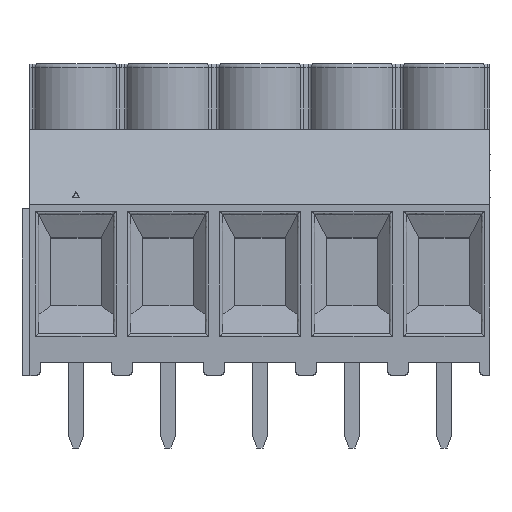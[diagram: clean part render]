
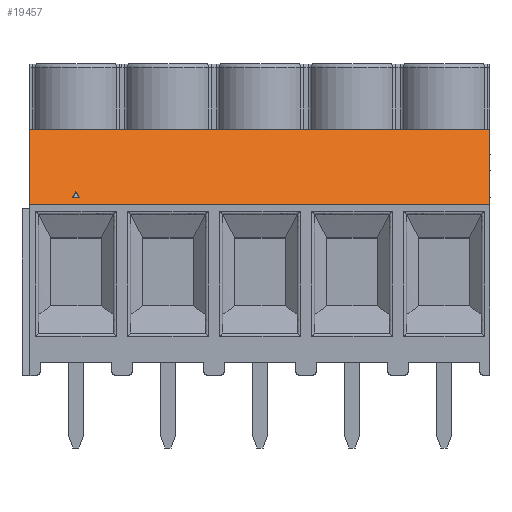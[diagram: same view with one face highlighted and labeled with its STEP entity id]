
A CAD part, top view. The second image highlights one B-rep face of the part: STEP entity #19457.
In plain terms, the highlighted planar face has unit normal (0, 0.454, 0.891).
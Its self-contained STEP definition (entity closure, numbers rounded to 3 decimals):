
#187 = EDGE_CURVE ( 'NONE', #27509, #17284, #30944, .T. ) ;
#615 = VECTOR ( 'NONE', #12674, 1000. ) ;
#840 = AXIS2_PLACEMENT_3D ( 'NONE', #27718, #30487, #5310 ) ;
#1331 = ORIENTED_EDGE ( 'NONE', *, *, #16019, .F. ) ;
#2149 = CARTESIAN_POINT ( 'NONE',  ( 3.425, 12.245, 11.923 ) ) ;
#3184 = CARTESIAN_POINT ( 'NONE',  ( 3.175, 12.691, 11.696 ) ) ;
#3858 = CARTESIAN_POINT ( 'NONE',  ( 2.925, 12.245, 11.923 ) ) ;
#4441 = CARTESIAN_POINT ( 'NONE',  ( 31.75, 11.8, 12.15 ) ) ;
#4520 = LINE ( 'NONE', #29365, #19175 ) ;
#4699 = CARTESIAN_POINT ( 'NONE',  ( 31.75, 17., 9.5 ) ) ;
#5310 = DIRECTION ( 'NONE',  ( 0., 0.891, -0.454 ) ) ;
#5493 = PLANE ( 'NONE',  #840 ) ;
#5792 = VERTEX_POINT ( 'NONE', #8992 ) ;
#5931 = DIRECTION ( 'NONE',  ( 0., -0.891, 0.454 ) ) ;
#6176 = EDGE_CURVE ( 'NONE', #21278, #31052, #13463, .T. ) ;
#6974 = EDGE_LOOP ( 'NONE', ( #32174, #1331, #9993 ) ) ;
#8992 = CARTESIAN_POINT ( 'NONE',  ( 0., 11.8, 12.15 ) ) ;
#9079 = ORIENTED_EDGE ( 'NONE', *, *, #187, .F. ) ;
#9108 = VERTEX_POINT ( 'NONE', #13073 ) ;
#9993 = ORIENTED_EDGE ( 'NONE', *, *, #18459, .F. ) ;
#10382 = VECTOR ( 'NONE', #13266, 1000. ) ;
#11334 = CARTESIAN_POINT ( 'NONE',  ( 3.425, 12.245, 11.923 ) ) ;
#11708 = LINE ( 'NONE', #3184, #10382 ) ;
#12004 = CARTESIAN_POINT ( 'NONE',  ( 3.175, 12.691, 11.696 ) ) ;
#12333 = ORIENTED_EDGE ( 'NONE', *, *, #26023, .T. ) ;
#12674 = DIRECTION ( 'NONE',  ( -1., 0., 0. ) ) ;
#13073 = CARTESIAN_POINT ( 'NONE',  ( 0., 17., 9.5 ) ) ;
#13254 = EDGE_CURVE ( 'NONE', #27509, #9108, #27140, .T. ) ;
#13266 = DIRECTION ( 'NONE',  ( -0.447, -0.797, 0.406 ) ) ;
#13269 = VECTOR ( 'NONE', #27377, 1000. ) ;
#13463 = LINE ( 'NONE', #2149, #13269 ) ;
#13593 = VECTOR ( 'NONE', #5931, 1000. ) ;
#13683 = VECTOR ( 'NONE', #31007, 1000. ) ;
#16019 = EDGE_CURVE ( 'NONE', #34594, #21278, #4520, .T. ) ;
#16435 = EDGE_CURVE ( 'NONE', #17284, #5792, #19686, .T. ) ;
#16894 = EDGE_LOOP ( 'NONE', ( #12333, #30842, #9079, #32312 ) ) ;
#17284 = VERTEX_POINT ( 'NONE', #4441 ) ;
#18459 = EDGE_CURVE ( 'NONE', #31052, #34594, #11708, .T. ) ;
#19175 = VECTOR ( 'NONE', #35484, 1000. ) ;
#19457 = ADVANCED_FACE ( 'NONE', ( #35888, #33130 ), #5493, .F. ) ;
#19686 = LINE ( 'NONE', #25394, #32273 ) ;
#19873 = DIRECTION ( 'NONE',  ( -1., 0., 0. ) ) ;
#19917 = LINE ( 'NONE', #23070, #13683 ) ;
#21278 = VERTEX_POINT ( 'NONE', #11334 ) ;
#23070 = CARTESIAN_POINT ( 'NONE',  ( 0., 17., 9.5 ) ) ;
#24685 = CARTESIAN_POINT ( 'NONE',  ( 31.75, 17., 9.5 ) ) ;
#25394 = CARTESIAN_POINT ( 'NONE',  ( 31.75, 11.8, 12.15 ) ) ;
#26023 = EDGE_CURVE ( 'NONE', #9108, #5792, #19917, .T. ) ;
#27140 = LINE ( 'NONE', #4699, #615 ) ;
#27377 = DIRECTION ( 'NONE',  ( -0.447, 0.797, -0.406 ) ) ;
#27509 = VERTEX_POINT ( 'NONE', #24685 ) ;
#27718 = CARTESIAN_POINT ( 'NONE',  ( 31.75, 17., 9.5 ) ) ;
#28166 = CARTESIAN_POINT ( 'NONE',  ( 31.75, 17., 9.5 ) ) ;
#29365 = CARTESIAN_POINT ( 'NONE',  ( 2.925, 12.245, 11.923 ) ) ;
#30487 = DIRECTION ( 'NONE',  ( 0., -0.454, -0.891 ) ) ;
#30842 = ORIENTED_EDGE ( 'NONE', *, *, #16435, .F. ) ;
#30944 = LINE ( 'NONE', #28166, #13593 ) ;
#31007 = DIRECTION ( 'NONE',  ( 0., -0.891, 0.454 ) ) ;
#31052 = VERTEX_POINT ( 'NONE', #12004 ) ;
#32174 = ORIENTED_EDGE ( 'NONE', *, *, #6176, .F. ) ;
#32273 = VECTOR ( 'NONE', #19873, 1000. ) ;
#32312 = ORIENTED_EDGE ( 'NONE', *, *, #13254, .T. ) ;
#33130 = FACE_OUTER_BOUND ( 'NONE', #16894, .T. ) ;
#34594 = VERTEX_POINT ( 'NONE', #3858 ) ;
#35484 = DIRECTION ( 'NONE',  ( 1., 0., 0. ) ) ;
#35888 = FACE_BOUND ( 'NONE', #6974, .T. ) ;
